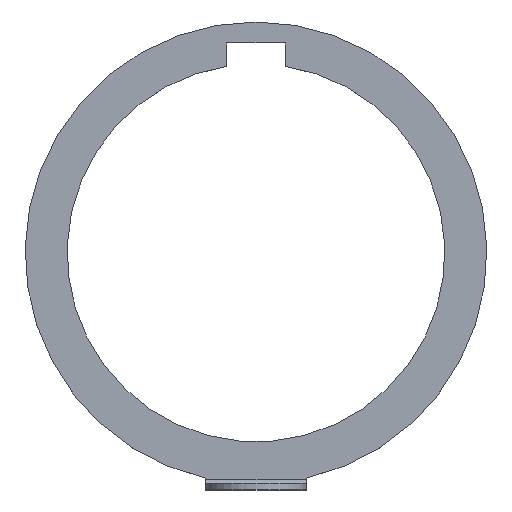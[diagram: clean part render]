
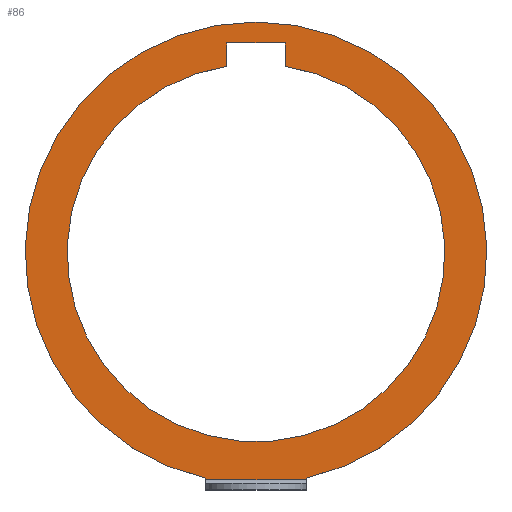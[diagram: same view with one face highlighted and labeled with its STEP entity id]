
A CAD part, top view. The second image highlights one B-rep face of the part: STEP entity #86.
In plain terms, the highlighted planar face has unit normal (0, 0, 1).
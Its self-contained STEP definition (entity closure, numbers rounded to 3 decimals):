
#48=FACE_BOUND('',#132,.T.);
#49=FACE_BOUND('',#133,.T.);
#69=CIRCLE('',#403,9.);
#70=CIRCLE('',#407,11.);
#86=ADVANCED_FACE('',(#48,#49),#99,.F.);
#99=PLANE('',#410);
#132=EDGE_LOOP('',(#216,#217,#218,#219));
#133=EDGE_LOOP('',(#220,#221,#222,#223));
#216=ORIENTED_EDGE('',*,*,#280,.F.);
#217=ORIENTED_EDGE('',*,*,#311,.T.);
#218=ORIENTED_EDGE('',*,*,#292,.F.);
#219=ORIENTED_EDGE('',*,*,#309,.F.);
#220=ORIENTED_EDGE('',*,*,#303,.T.);
#221=ORIENTED_EDGE('',*,*,#310,.T.);
#222=ORIENTED_EDGE('',*,*,#307,.T.);
#223=ORIENTED_EDGE('',*,*,#305,.T.);
#246=VERTEX_POINT('',#547);
#247=VERTEX_POINT('',#549);
#256=VERTEX_POINT('',#571);
#257=VERTEX_POINT('',#573);
#260=VERTEX_POINT('',#591);
#261=VERTEX_POINT('',#593);
#262=VERTEX_POINT('',#597);
#263=VERTEX_POINT('',#601);
#280=EDGE_CURVE('',#246,#247,#324,.T.);
#292=EDGE_CURVE('',#256,#257,#333,.T.);
#303=EDGE_CURVE('',#261,#260,#69,.T.);
#305=EDGE_CURVE('',#262,#261,#340,.T.);
#307=EDGE_CURVE('',#263,#262,#342,.T.);
#309=EDGE_CURVE('',#247,#256,#70,.T.);
#310=EDGE_CURVE('',#260,#263,#344,.T.);
#311=EDGE_CURVE('',#246,#257,#345,.T.);
#324=LINE('',#548,#358);
#333=LINE('',#572,#367);
#340=LINE('',#596,#374);
#342=LINE('',#600,#376);
#344=LINE('',#606,#378);
#345=LINE('',#608,#379);
#358=VECTOR('',#441,1.);
#367=VECTOR('',#460,1.);
#374=VECTOR('',#491,1.);
#376=VECTOR('',#495,1.);
#378=VECTOR('',#503,1.);
#379=VECTOR('',#506,1.);
#403=AXIS2_PLACEMENT_3D('',#592,#486,#487);
#407=AXIS2_PLACEMENT_3D('',#604,#499,#500);
#410=AXIS2_PLACEMENT_3D('',#609,#507,#508);
#441=DIRECTION('',(0.,1.,0.));
#460=DIRECTION('',(0.,-1.,0.));
#486=DIRECTION('',(0.,0.,-1.));
#487=DIRECTION('',(1.,0.,0.));
#491=DIRECTION('',(0.,-1.,0.));
#495=DIRECTION('',(1.,0.,0.));
#499=DIRECTION('',(0.,0.,-1.));
#500=DIRECTION('',(1.,0.,0.));
#503=DIRECTION('',(0.,1.,0.));
#506=DIRECTION('',(1.,0.,0.));
#507=DIRECTION('',(0.,0.,-1.));
#508=DIRECTION('',(-1.,0.,0.));
#547=CARTESIAN_POINT('',(0.,0.2,0.3));
#548=CARTESIAN_POINT('',(0.,0.,0.3));
#549=CARTESIAN_POINT('',(0.,0.265,0.3));
#571=CARTESIAN_POINT('',(4.8,0.265,0.3));
#572=CARTESIAN_POINT('',(4.8,0.265,0.3));
#573=CARTESIAN_POINT('',(4.8,0.2,0.3));
#591=CARTESIAN_POINT('',(1.,19.89,0.3));
#592=CARTESIAN_POINT('',(2.4,11.,0.3));
#593=CARTESIAN_POINT('',(3.8,19.89,0.3));
#596=CARTESIAN_POINT('',(3.8,21.,0.3));
#597=CARTESIAN_POINT('',(3.8,21.,0.3));
#600=CARTESIAN_POINT('',(1.,21.,0.3));
#601=CARTESIAN_POINT('',(1.,21.,0.3));
#604=CARTESIAN_POINT('',(2.4,11.,0.3));
#606=CARTESIAN_POINT('',(1.,19.89,0.3));
#608=CARTESIAN_POINT('',(4.8,0.2,0.3));
#609=CARTESIAN_POINT('',(2.4,11.,0.3));
